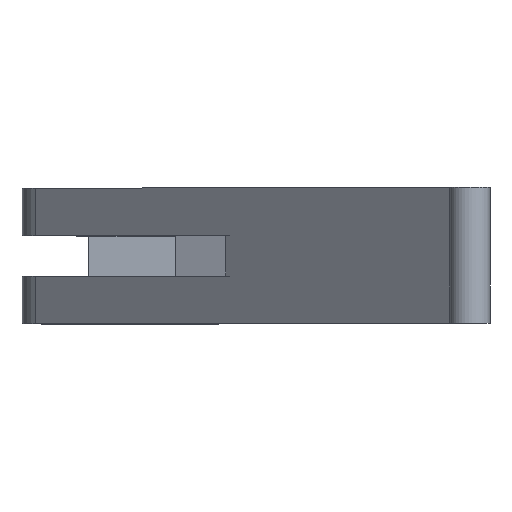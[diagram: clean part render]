
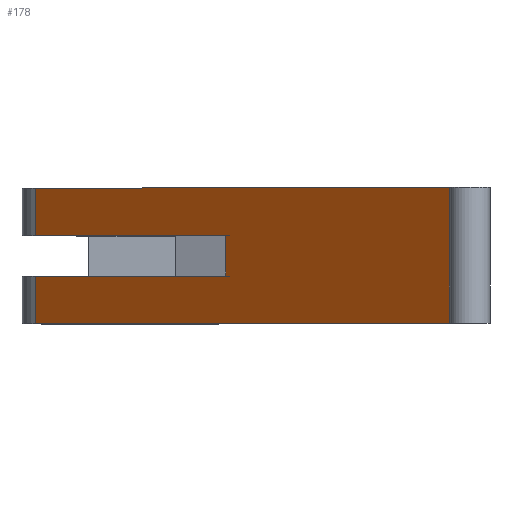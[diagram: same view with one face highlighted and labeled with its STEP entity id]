
A CAD part, top view. The second image highlights one B-rep face of the part: STEP entity #178.
In plain terms, the highlighted planar face has unit normal (-0.673, 0, 0.74).
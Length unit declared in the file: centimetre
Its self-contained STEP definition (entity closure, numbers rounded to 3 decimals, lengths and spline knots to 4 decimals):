
#8 = DIRECTION ( 'NONE',  ( 0., -1., 0. ) ) ;
#9 = EDGE_LOOP ( 'NONE', ( #192, #50, #124, #715, #869, #487, #339, #703 ) ) ;
#21 = DIRECTION ( 'NONE',  ( 0., -1., 0. ) ) ;
#49 = DIRECTION ( 'NONE',  ( 0., -1., 0. ) ) ;
#50 = ORIENTED_EDGE ( 'NONE', *, *, #218, .T. ) ;
#52 = LINE ( 'NONE', #736, #131 ) ;
#53 = DIRECTION ( 'NONE',  ( -0.739, 0., -0.673 ) ) ;
#75 = VERTEX_POINT ( 'NONE', #353 ) ;
#101 = LINE ( 'NONE', #241, #128 ) ;
#119 = EDGE_CURVE ( 'NONE', #610, #821, #52, .T. ) ;
#124 = ORIENTED_EDGE ( 'NONE', *, *, #519, .T. ) ;
#128 = VECTOR ( 'NONE', #779, 100. ) ;
#131 = VECTOR ( 'NONE', #947, 100. ) ;
#137 = PLANE ( 'NONE',  #235 ) ;
#157 = LINE ( 'NONE', #217, #928 ) ;
#159 = LINE ( 'NONE', #476, #646 ) ;
#173 = DIRECTION ( 'NONE',  ( 0.739, 0., 0.673 ) ) ;
#178 = ADVANCED_FACE ( 'NONE', ( #731 ), #137, .F. ) ;
#180 = CARTESIAN_POINT ( 'NONE',  ( -0.2019, -0.15, 0.2218 ) ) ;
#184 = CARTESIAN_POINT ( 'NONE',  ( -0.2019, 0.15, 0.2218 ) ) ;
#192 = ORIENTED_EDGE ( 'NONE', *, *, #119, .T. ) ;
#213 = EDGE_CURVE ( 'NONE', #309, #286, #530, .T. ) ;
#217 = CARTESIAN_POINT ( 'NONE',  ( -0.2019, 0.5, 0.2218 ) ) ;
#218 = EDGE_CURVE ( 'NONE', #821, #220, #159, .T. ) ;
#220 = VERTEX_POINT ( 'NONE', #838 ) ;
#235 = AXIS2_PLACEMENT_3D ( 'NONE', #431, #874, #53 ) ;
#237 = LINE ( 'NONE', #545, #741 ) ;
#241 = CARTESIAN_POINT ( 'NONE',  ( 2.85, 0.5, 3. ) ) ;
#283 = VERTEX_POINT ( 'NONE', #478 ) ;
#286 = VERTEX_POINT ( 'NONE', #180 ) ;
#301 = VECTOR ( 'NONE', #682, 100. ) ;
#309 = VERTEX_POINT ( 'NONE', #562 ) ;
#339 = ORIENTED_EDGE ( 'NONE', *, *, #567, .F. ) ;
#353 = CARTESIAN_POINT ( 'NONE',  ( 2.85, -0.5, 3. ) ) ;
#354 = CARTESIAN_POINT ( 'NONE',  ( 1.2022, 0.5, 1.5 ) ) ;
#376 = CARTESIAN_POINT ( 'NONE',  ( 2.85, -0.15, 3. ) ) ;
#395 = DIRECTION ( 'NONE',  ( 0.739, 0., 0.673 ) ) ;
#431 = CARTESIAN_POINT ( 'NONE',  ( 2.85, 0.5, 3. ) ) ;
#476 = CARTESIAN_POINT ( 'NONE',  ( 2.85, 0.15, 3. ) ) ;
#478 = CARTESIAN_POINT ( 'NONE',  ( -0.2019, -0.5, 0.2218 ) ) ;
#487 = ORIENTED_EDGE ( 'NONE', *, *, #691, .T. ) ;
#519 = EDGE_CURVE ( 'NONE', #220, #309, #864, .T. ) ;
#530 = LINE ( 'NONE', #376, #301 ) ;
#545 = CARTESIAN_POINT ( 'NONE',  ( 2.85, -0.5, 3. ) ) ;
#562 = CARTESIAN_POINT ( 'NONE',  ( 1.2022, -0.15, 1.5 ) ) ;
#567 = EDGE_CURVE ( 'NONE', #758, #75, #598, .T. ) ;
#589 = VECTOR ( 'NONE', #49, 100. ) ;
#598 = LINE ( 'NONE', #902, #694 ) ;
#601 = CARTESIAN_POINT ( 'NONE',  ( -0.2019, 0.5, 0.2218 ) ) ;
#602 = EDGE_CURVE ( 'NONE', #286, #283, #157, .T. ) ;
#610 = VERTEX_POINT ( 'NONE', #601 ) ;
#636 = CARTESIAN_POINT ( 'NONE',  ( 2.85, 0.5, 3. ) ) ;
#646 = VECTOR ( 'NONE', #395, 100. ) ;
#682 = DIRECTION ( 'NONE',  ( -0.739, 0., -0.673 ) ) ;
#691 = EDGE_CURVE ( 'NONE', #283, #75, #237, .T. ) ;
#694 = VECTOR ( 'NONE', #8, 100. ) ;
#703 = ORIENTED_EDGE ( 'NONE', *, *, #725, .F. ) ;
#715 = ORIENTED_EDGE ( 'NONE', *, *, #213, .T. ) ;
#725 = EDGE_CURVE ( 'NONE', #610, #758, #101, .T. ) ;
#731 = FACE_OUTER_BOUND ( 'NONE', #9, .T. ) ;
#736 = CARTESIAN_POINT ( 'NONE',  ( -0.2019, 0.5, 0.2218 ) ) ;
#741 = VECTOR ( 'NONE', #173, 100. ) ;
#758 = VERTEX_POINT ( 'NONE', #636 ) ;
#779 = DIRECTION ( 'NONE',  ( 0.739, 0., 0.673 ) ) ;
#821 = VERTEX_POINT ( 'NONE', #184 ) ;
#838 = CARTESIAN_POINT ( 'NONE',  ( 1.2022, 0.15, 1.5 ) ) ;
#864 = LINE ( 'NONE', #354, #589 ) ;
#869 = ORIENTED_EDGE ( 'NONE', *, *, #602, .T. ) ;
#874 = DIRECTION ( 'NONE',  ( 0.673, 0., -0.739 ) ) ;
#902 = CARTESIAN_POINT ( 'NONE',  ( 2.85, 0.5, 3. ) ) ;
#928 = VECTOR ( 'NONE', #21, 100. ) ;
#947 = DIRECTION ( 'NONE',  ( 0., -1., 0. ) ) ;
